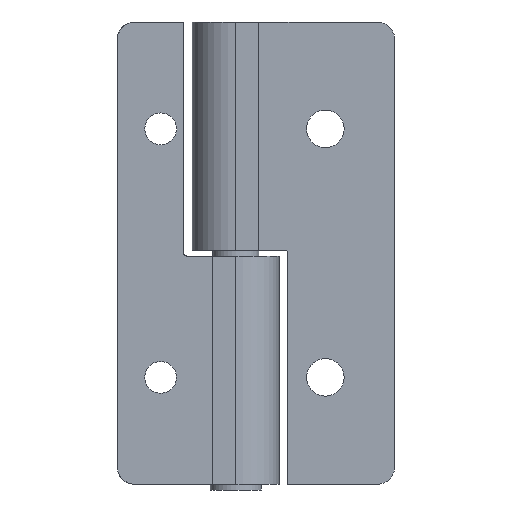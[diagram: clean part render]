
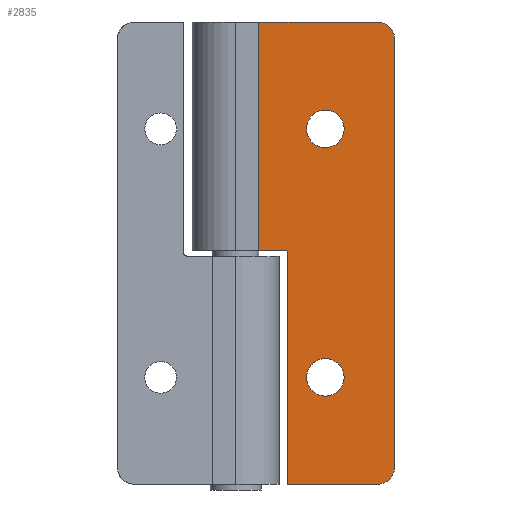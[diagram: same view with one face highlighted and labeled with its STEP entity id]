
A CAD part, front view. The second image highlights one B-rep face of the part: STEP entity #2835.
In plain terms, the highlighted planar face has unit normal (0, -1, 0).
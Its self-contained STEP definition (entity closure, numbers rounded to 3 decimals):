
#80 = DIRECTION ( 'NONE',  ( -1., 0., 0. ) ) ;
#103 = CARTESIAN_POINT ( 'NONE',  ( 8.5, -8.1, 0. ) ) ;
#119 = EDGE_CURVE ( 'NONE', #185, #3426, #1230, .T. ) ;
#163 = CARTESIAN_POINT ( 'NONE',  ( 9., -8.1, -40. ) ) ;
#185 = VERTEX_POINT ( 'NONE', #1409 ) ;
#193 = VERTEX_POINT ( 'NONE', #2071 ) ;
#197 = VECTOR ( 'NONE', #3494, 1000. ) ;
#286 = CARTESIAN_POINT ( 'NONE',  ( 27.5, -8.1, 40. ) ) ;
#305 = CARTESIAN_POINT ( 'NONE',  ( 4., -8.1, 0.5 ) ) ;
#314 = VERTEX_POINT ( 'NONE', #1787 ) ;
#320 = VECTOR ( 'NONE', #3357, 1000. ) ;
#331 = DIRECTION ( 'NONE',  ( 0., 1., 0. ) ) ;
#399 = DIRECTION ( 'NONE',  ( -1., 0., 0. ) ) ;
#421 = CIRCLE ( 'NONE', #3089, 3.25 ) ;
#450 = DIRECTION ( 'NONE',  ( 0., 1., 0. ) ) ;
#464 = AXIS2_PLACEMENT_3D ( 'NONE', #819, #450, #80 ) ;
#487 = CARTESIAN_POINT ( 'NONE',  ( 4., -8.1, 40. ) ) ;
#495 = FACE_BOUND ( 'NONE', #1547, .T. ) ;
#498 = DIRECTION ( 'NONE',  ( -1., 0., 0. ) ) ;
#506 = VERTEX_POINT ( 'NONE', #2477 ) ;
#529 = LINE ( 'NONE', #163, #320 ) ;
#550 = ORIENTED_EDGE ( 'NONE', *, *, #1975, .T. ) ;
#616 = EDGE_LOOP ( 'NONE', ( #3293, #1770, #3402, #1536, #550, #2534, #1570, #1013, #3197 ) ) ;
#655 = LINE ( 'NONE', #286, #2760 ) ;
#678 = LINE ( 'NONE', #305, #197 ) ;
#721 = CARTESIAN_POINT ( 'NONE',  ( 4., -8.1, 0.5 ) ) ;
#738 = EDGE_CURVE ( 'NONE', #3379, #193, #2773, .T. ) ;
#772 = AXIS2_PLACEMENT_3D ( 'NONE', #1791, #331, #3518 ) ;
#773 = DIRECTION ( 'NONE',  ( 0., 1., 0. ) ) ;
#791 = AXIS2_PLACEMENT_3D ( 'NONE', #103, #3299, #2936 ) ;
#804 = DIRECTION ( 'NONE',  ( 0., 0., 1. ) ) ;
#819 = CARTESIAN_POINT ( 'NONE',  ( 15.5, -8.1, 21.5 ) ) ;
#867 = CARTESIAN_POINT ( 'NONE',  ( 4., -8.1, 40. ) ) ;
#888 = EDGE_CURVE ( 'NONE', #3379, #506, #529, .T. ) ;
#910 = EDGE_CURVE ( 'NONE', #2470, #2559, #2805, .T. ) ;
#964 = FACE_OUTER_BOUND ( 'NONE', #616, .T. ) ;
#1013 = ORIENTED_EDGE ( 'NONE', *, *, #888, .F. ) ;
#1067 = EDGE_CURVE ( 'NONE', #2864, #314, #2875, .T. ) ;
#1147 = DIRECTION ( 'NONE',  ( -1., 0., 0. ) ) ;
#1152 = EDGE_CURVE ( 'NONE', #193, #2829, #655, .T. ) ;
#1160 = VECTOR ( 'NONE', #804, 1000. ) ;
#1167 = CARTESIAN_POINT ( 'NONE',  ( 9., -8.1, -40. ) ) ;
#1172 = DIRECTION ( 'NONE',  ( -1., 0., 0. ) ) ;
#1191 = ORIENTED_EDGE ( 'NONE', *, *, #3468, .T. ) ;
#1219 = VERTEX_POINT ( 'NONE', #1944 ) ;
#1221 = AXIS2_PLACEMENT_3D ( 'NONE', #2148, #1773, #1402 ) ;
#1230 = LINE ( 'NONE', #867, #2934 ) ;
#1233 = FACE_BOUND ( 'NONE', #2389, .T. ) ;
#1240 = ORIENTED_EDGE ( 'NONE', *, *, #1853, .T. ) ;
#1402 = DIRECTION ( 'NONE',  ( -1., 0., 0. ) ) ;
#1409 = CARTESIAN_POINT ( 'NONE',  ( 24.5, -8.1, 40. ) ) ;
#1423 = EDGE_CURVE ( 'NONE', #2014, #1219, #3081, .T. ) ;
#1429 = CARTESIAN_POINT ( 'NONE',  ( 9., -8.1, 0. ) ) ;
#1476 = CARTESIAN_POINT ( 'NONE',  ( 15.5, -8.1, -21.5 ) ) ;
#1491 = AXIS2_PLACEMENT_3D ( 'NONE', #1901, #1521, #1172 ) ;
#1495 = DIRECTION ( 'NONE',  ( 0., 1., 0. ) ) ;
#1517 = LINE ( 'NONE', #1167, #1160 ) ;
#1521 = DIRECTION ( 'NONE',  ( 0., 1., 0. ) ) ;
#1536 = ORIENTED_EDGE ( 'NONE', *, *, #2461, .T. ) ;
#1547 = EDGE_LOOP ( 'NONE', ( #1240, #1736 ) ) ;
#1570 = ORIENTED_EDGE ( 'NONE', *, *, #3255, .F. ) ;
#1718 = CARTESIAN_POINT ( 'NONE',  ( 15.5, -8.1, 18.25 ) ) ;
#1736 = ORIENTED_EDGE ( 'NONE', *, *, #1067, .T. ) ;
#1770 = ORIENTED_EDGE ( 'NONE', *, *, #1842, .T. ) ;
#1773 = DIRECTION ( 'NONE',  ( 0., -1., 0. ) ) ;
#1787 = CARTESIAN_POINT ( 'NONE',  ( 15.5, -8.1, 24.75 ) ) ;
#1791 = CARTESIAN_POINT ( 'NONE',  ( 15.5, -8.1, -21.5 ) ) ;
#1842 = EDGE_CURVE ( 'NONE', #2829, #185, #3341, .T. ) ;
#1853 = EDGE_CURVE ( 'NONE', #314, #2864, #3416, .T. ) ;
#1875 = CARTESIAN_POINT ( 'NONE',  ( 15.5, -8.1, 21.5 ) ) ;
#1901 = CARTESIAN_POINT ( 'NONE',  ( 0., -8.1, 0. ) ) ;
#1932 = ORIENTED_EDGE ( 'NONE', *, *, #1423, .T. ) ;
#1944 = CARTESIAN_POINT ( 'NONE',  ( 15.5, -8.1, -18.25 ) ) ;
#1975 = EDGE_CURVE ( 'NONE', #2371, #2470, #3541, .T. ) ;
#2003 = CARTESIAN_POINT ( 'NONE',  ( 24.5, -8.1, -40. ) ) ;
#2014 = VERTEX_POINT ( 'NONE', #2293 ) ;
#2052 = CARTESIAN_POINT ( 'NONE',  ( 8.5, -8.1, 0.5 ) ) ;
#2071 = CARTESIAN_POINT ( 'NONE',  ( 27.5, -8.1, -37. ) ) ;
#2107 = VECTOR ( 'NONE', #2820, 1000. ) ;
#2148 = CARTESIAN_POINT ( 'NONE',  ( 24.5, -8.1, -37. ) ) ;
#2242 = DIRECTION ( 'NONE',  ( -1., 0., 0. ) ) ;
#2268 = CARTESIAN_POINT ( 'NONE',  ( 27.5, -8.1, 37. ) ) ;
#2293 = CARTESIAN_POINT ( 'NONE',  ( 15.5, -8.1, -24.75 ) ) ;
#2371 = VERTEX_POINT ( 'NONE', #721 ) ;
#2389 = EDGE_LOOP ( 'NONE', ( #1191, #1932 ) ) ;
#2461 = EDGE_CURVE ( 'NONE', #3426, #2371, #678, .T. ) ;
#2470 = VERTEX_POINT ( 'NONE', #2052 ) ;
#2477 = CARTESIAN_POINT ( 'NONE',  ( 9., -8.1, -40. ) ) ;
#2534 = ORIENTED_EDGE ( 'NONE', *, *, #910, .T. ) ;
#2559 = VERTEX_POINT ( 'NONE', #1429 ) ;
#2609 = DIRECTION ( 'NONE',  ( 0., -1., 0. ) ) ;
#2635 = PLANE ( 'NONE',  #1491 ) ;
#2760 = VECTOR ( 'NONE', #3478, 1000. ) ;
#2773 = CIRCLE ( 'NONE', #1221, 3. ) ;
#2805 = CIRCLE ( 'NONE', #791, 0.5 ) ;
#2820 = DIRECTION ( 'NONE',  ( 1., 0., 0. ) ) ;
#2829 = VERTEX_POINT ( 'NONE', #2268 ) ;
#2835 = ADVANCED_FACE ( 'NONE', ( #495, #1233, #964 ), #2635, .F. ) ;
#2864 = VERTEX_POINT ( 'NONE', #1718 ) ;
#2875 = CIRCLE ( 'NONE', #464, 3.25 ) ;
#2934 = VECTOR ( 'NONE', #498, 1000. ) ;
#2936 = DIRECTION ( 'NONE',  ( -1., 0., 0. ) ) ;
#2962 = CARTESIAN_POINT ( 'NONE',  ( 24.5, -8.1, 37. ) ) ;
#3081 = CIRCLE ( 'NONE', #772, 3.25 ) ;
#3089 = AXIS2_PLACEMENT_3D ( 'NONE', #1476, #773, #399 ) ;
#3098 = AXIS2_PLACEMENT_3D ( 'NONE', #2962, #2609, #2242 ) ;
#3192 = AXIS2_PLACEMENT_3D ( 'NONE', #1875, #1495, #1147 ) ;
#3193 = CARTESIAN_POINT ( 'NONE',  ( 27.5, -8.1, 0.5 ) ) ;
#3197 = ORIENTED_EDGE ( 'NONE', *, *, #738, .T. ) ;
#3255 = EDGE_CURVE ( 'NONE', #506, #2559, #1517, .T. ) ;
#3293 = ORIENTED_EDGE ( 'NONE', *, *, #1152, .T. ) ;
#3299 = DIRECTION ( 'NONE',  ( 0., 1., 0. ) ) ;
#3341 = CIRCLE ( 'NONE', #3098, 3. ) ;
#3357 = DIRECTION ( 'NONE',  ( -1., 0., 0. ) ) ;
#3379 = VERTEX_POINT ( 'NONE', #2003 ) ;
#3402 = ORIENTED_EDGE ( 'NONE', *, *, #119, .T. ) ;
#3416 = CIRCLE ( 'NONE', #3192, 3.25 ) ;
#3426 = VERTEX_POINT ( 'NONE', #487 ) ;
#3468 = EDGE_CURVE ( 'NONE', #1219, #2014, #421, .T. ) ;
#3478 = DIRECTION ( 'NONE',  ( 0., 0., 1. ) ) ;
#3494 = DIRECTION ( 'NONE',  ( 0., 0., -1. ) ) ;
#3518 = DIRECTION ( 'NONE',  ( -1., 0., 0. ) ) ;
#3541 = LINE ( 'NONE', #3193, #2107 ) ;
